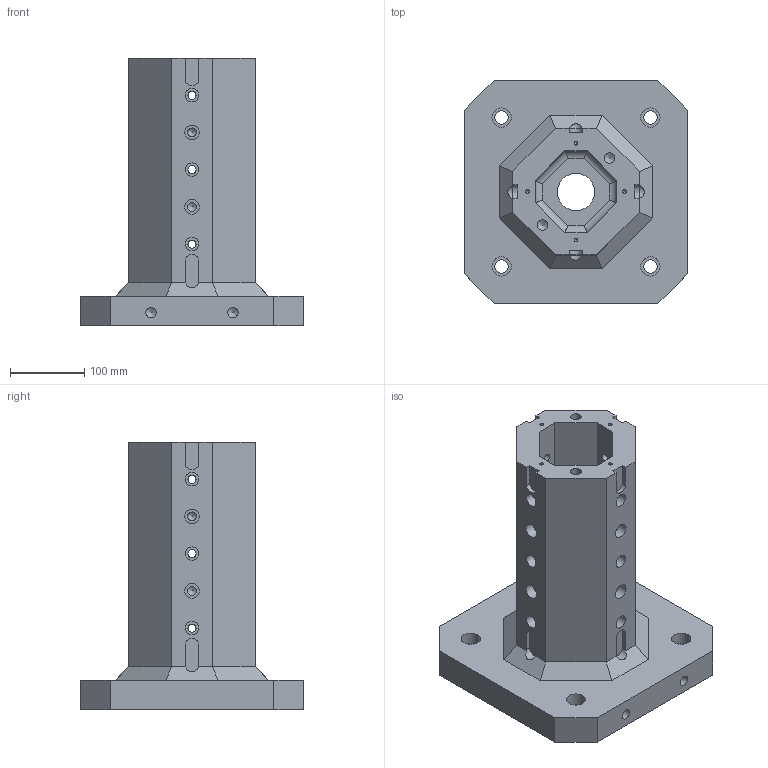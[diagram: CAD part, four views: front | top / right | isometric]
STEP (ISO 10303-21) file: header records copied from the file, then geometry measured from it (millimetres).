
FILE_DESCRIPTION( ( 'Unknown' ), '1' );
FILE_NAME( 'SVF-5030-300CB8-100.stp', 'Unknown', ( 'S.C.H' ), ( 'Unknown' ), 'XStep 1.0', 'Unknown', ' ' );
FILE_SCHEMA( ( 'CONFIG_CONTROL_DESIGN' ) );
Length unit declared in the file: millimetre
Products named in the file (1): 1
Bounding box: 300 x 300 x 360 mm (x, y, z)
Volume: 7552890.5 mm3; surface area: 542175.3 mm2
Topology: 1 solids, 1 shells, 179 faces, 433 edges, 282 vertices
Faces by surface type: plane 84, cylinder 78, cone 17
Full cylindrical faces by diameter (mm): 5 x4, 10.8 x12, 12 x8, 14 x5, 18 x16, 20 x8, 26 x4, 50 x1
Entity records: 4778 total; most frequent: DIRECTION 844, CARTESIAN_POINT 777, ORIENTED_EDGE 656, AXIS2_PLACEMENT_3D 336, EDGE_CURVE 328, EDGE_LOOP 314, VERTEX_POINT 269, FACE_OUTER_BOUND 237
